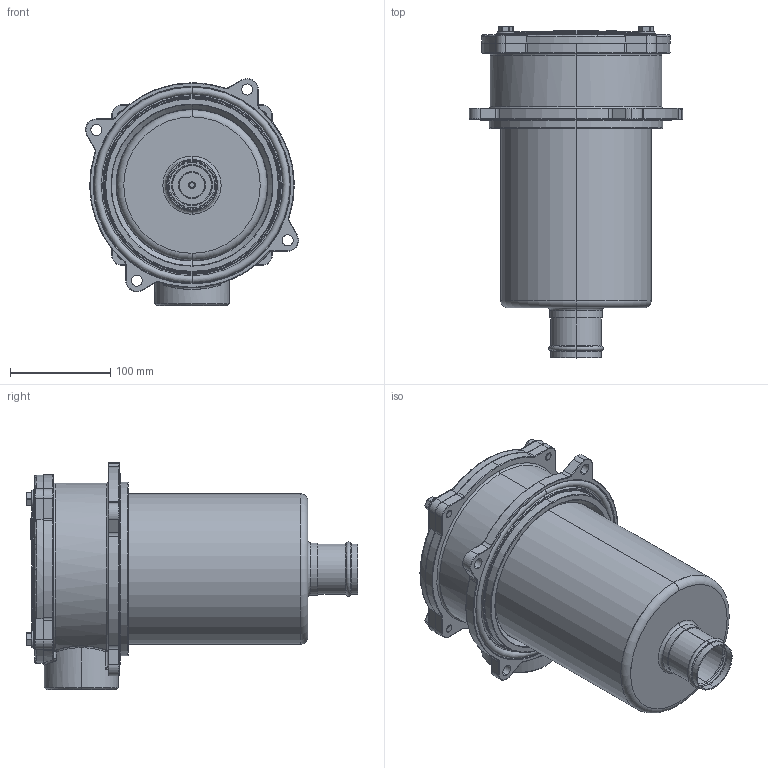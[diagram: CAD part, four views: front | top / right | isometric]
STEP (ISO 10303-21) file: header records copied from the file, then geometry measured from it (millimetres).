
FILE_DESCRIPTION(/* description */ ('Unknown'),/* implementation_level */ '2;1');
FILE_NAME(/* name */ 'OF.50490-001',/* time_stamp */ '2023-07-27T11:48:53+02:00',/* author */ ('Unknown'),/* organization */ ('Unknown'),/* preprocessor_version */ 'ST-DEVELOPER v18.102',/* originating_system */ 'Solid Edge',/* authorisation */ 'Unknown');
FILE_SCHEMA (('AUTOMOTIVE_DESIGN {1 0 10303 214 3 1 1}'));
Length unit declared in the file: millimetre
Products named in the file (13): 455_OMTF222-NA1; OMTF22-03-2-C; OMTF22-05-1_1; OMTF22-04-2; D22-01-1_0; OMTF22-02-A_1; GR18-GC_11; OR4675_1; OR233_1; OMTF-MOLLA-4_1; OR6200_1; OR221_1; VI-8020_3
Assembly tree (15 placements, depth 3):
  455_OMTF222-NA1
    OMTF22-03-2-C
      OMTF22-05-1_1
      OMTF22-04-2
    D22-01-1_0
    OMTF22-02-A_1
    GR18-GC_11
    OR4675_1
    OR233_1
    OMTF-MOLLA-4_1
    OR6200_1
    OR221_1
    VI-8020_3  x4
Bounding box: 212.53 x 330.66 x 226.26 mm (x, y, z)
Volume: 848136.3 mm3; surface area: 546653.3 mm2
Topology: 14 solids, 14 shells, 1102 faces, 2530 edges, 1472 vertices
Faces by surface type: cylinder 383, plane 366, torus 304, cone 26, bspline 15, sphere 8
Entity records: 32403 total; most frequent: CARTESIAN_POINT 10025, DIRECTION 4971, ORIENTED_EDGE 4460, EDGE_CURVE 2230, AXIS2_PLACEMENT_3D 2063, VERTEX_POINT 1310, CIRCLE 1104, EDGE_LOOP 1016
